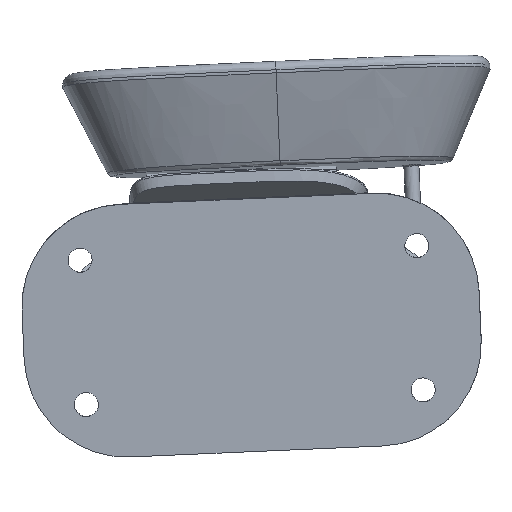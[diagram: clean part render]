
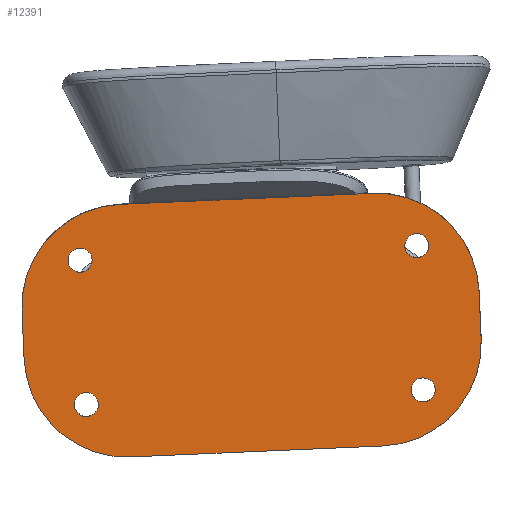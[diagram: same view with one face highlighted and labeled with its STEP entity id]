
A CAD part, front view. The second image highlights one B-rep face of the part: STEP entity #12391.
In plain terms, the highlighted face is planar.
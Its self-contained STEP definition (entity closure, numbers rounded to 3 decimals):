
#43 = DIRECTION ( 'NONE',  ( 0., 0., 1. ) ) ;
#131 = CARTESIAN_POINT ( 'NONE',  ( -38., 0., 4. ) ) ;
#252 = CIRCLE ( 'NONE', #919, 17. ) ;
#445 = EDGE_CURVE ( 'NONE', #8263, #4853, #12312, .T. ) ;
#450 = CARTESIAN_POINT ( 'NONE',  ( -28., 0., 12. ) ) ;
#452 = EDGE_LOOP ( 'NONE', ( #10304, #6520 ) ) ;
#568 = DIRECTION ( 'NONE',  ( 0., -1., 0. ) ) ;
#605 = AXIS2_PLACEMENT_3D ( 'NONE', #6376, #10815, #11914 ) ;
#741 = CARTESIAN_POINT ( 'NONE',  ( -28., 0., 12. ) ) ;
#827 = CIRCLE ( 'NONE', #605, 2. ) ;
#839 = AXIS2_PLACEMENT_3D ( 'NONE', #11685, #568, #1909 ) ;
#846 = FACE_BOUND ( 'NONE', #6448, .T. ) ;
#919 = AXIS2_PLACEMENT_3D ( 'NONE', #8365, #10504, #5250 ) ;
#961 = EDGE_LOOP ( 'NONE', ( #14183, #5675 ) ) ;
#972 = DIRECTION ( 'NONE',  ( 0., 0., 1. ) ) ;
#991 = CIRCLE ( 'NONE', #6698, 2. ) ;
#1019 = CARTESIAN_POINT ( 'NONE',  ( 38., 0., 4. ) ) ;
#1297 = LINE ( 'NONE', #4715, #12641 ) ;
#1321 = EDGE_CURVE ( 'NONE', #5337, #4166, #5543, .T. ) ;
#1385 = CARTESIAN_POINT ( 'NONE',  ( 28., 0., -10. ) ) ;
#1634 = ORIENTED_EDGE ( 'NONE', *, *, #3940, .F. ) ;
#1717 = CARTESIAN_POINT ( 'NONE',  ( 28., 0., 12. ) ) ;
#1741 = CARTESIAN_POINT ( 'NONE',  ( 21., 0., 21. ) ) ;
#1761 = VERTEX_POINT ( 'NONE', #5865 ) ;
#1802 = DIRECTION ( 'NONE',  ( 0., 0., 1. ) ) ;
#1906 = FACE_OUTER_BOUND ( 'NONE', #3377, .T. ) ;
#1909 = DIRECTION ( 'NONE',  ( 0., 0., 1. ) ) ;
#1913 = CIRCLE ( 'NONE', #10206, 2. ) ;
#1977 = FACE_BOUND ( 'NONE', #961, .T. ) ;
#2097 = DIRECTION ( 'NONE',  ( 0., -1., 0. ) ) ;
#2192 = DIRECTION ( 'NONE',  ( 0., 0., 1. ) ) ;
#2371 = ORIENTED_EDGE ( 'NONE', *, *, #11232, .F. ) ;
#2488 = VERTEX_POINT ( 'NONE', #1019 ) ;
#2619 = CARTESIAN_POINT ( 'NONE',  ( -21., 0., 21. ) ) ;
#2733 = DIRECTION ( 'NONE',  ( 0., 0., 1. ) ) ;
#2801 = DIRECTION ( 'NONE',  ( 0., -1., 0. ) ) ;
#3022 = DIRECTION ( 'NONE',  ( 0., -1., 0. ) ) ;
#3069 = VECTOR ( 'NONE', #9496, 1000. ) ;
#3213 = CARTESIAN_POINT ( 'NONE',  ( -38., 0., 0. ) ) ;
#3369 = CARTESIAN_POINT ( 'NONE',  ( -28., 0., -12. ) ) ;
#3377 = EDGE_LOOP ( 'NONE', ( #7487, #6395, #5668, #3920, #3380, #5831, #2371, #8406 ) ) ;
#3380 = ORIENTED_EDGE ( 'NONE', *, *, #10078, .T. ) ;
#3510 = DIRECTION ( 'NONE',  ( -1., 0., 0. ) ) ;
#3660 = EDGE_CURVE ( 'NONE', #2488, #5337, #252, .T. ) ;
#3691 = CARTESIAN_POINT ( 'NONE',  ( -28., 0., -14. ) ) ;
#3767 = DIRECTION ( 'NONE',  ( 0., 1., 0. ) ) ;
#3776 = AXIS2_PLACEMENT_3D ( 'NONE', #1717, #11751, #13924 ) ;
#3795 = DIRECTION ( 'NONE',  ( 0., 0., 1. ) ) ;
#3853 = CIRCLE ( 'NONE', #11918, 2. ) ;
#3889 = CARTESIAN_POINT ( 'NONE',  ( 28., 0., -14. ) ) ;
#3920 = ORIENTED_EDGE ( 'NONE', *, *, #13727, .T. ) ;
#3940 = EDGE_CURVE ( 'NONE', #4951, #9701, #3853, .T. ) ;
#4166 = VERTEX_POINT ( 'NONE', #2619 ) ;
#4575 = CARTESIAN_POINT ( 'NONE',  ( 0., 0., 21. ) ) ;
#4715 = CARTESIAN_POINT ( 'NONE',  ( 38., 0., 0. ) ) ;
#4853 = VERTEX_POINT ( 'NONE', #10361 ) ;
#4951 = VERTEX_POINT ( 'NONE', #3889 ) ;
#5186 = CARTESIAN_POINT ( 'NONE',  ( 28., 0., 12. ) ) ;
#5203 = EDGE_CURVE ( 'NONE', #2488, #4853, #1297, .T. ) ;
#5211 = LINE ( 'NONE', #9781, #3069 ) ;
#5248 = PLANE ( 'NONE',  #7474 ) ;
#5250 = DIRECTION ( 'NONE',  ( 0., 0., 1. ) ) ;
#5320 = AXIS2_PLACEMENT_3D ( 'NONE', #450, #3767, #6067 ) ;
#5337 = VERTEX_POINT ( 'NONE', #1741 ) ;
#5405 = CARTESIAN_POINT ( 'NONE',  ( -28., 0., 10. ) ) ;
#5471 = VERTEX_POINT ( 'NONE', #13509 ) ;
#5543 = LINE ( 'NONE', #4575, #10318 ) ;
#5668 = ORIENTED_EDGE ( 'NONE', *, *, #1321, .T. ) ;
#5675 = ORIENTED_EDGE ( 'NONE', *, *, #9627, .T. ) ;
#5831 = ORIENTED_EDGE ( 'NONE', *, *, #6950, .T. ) ;
#5865 = CARTESIAN_POINT ( 'NONE',  ( -28., 0., 14. ) ) ;
#5916 = VERTEX_POINT ( 'NONE', #6933 ) ;
#6067 = DIRECTION ( 'NONE',  ( 0., 0., 1. ) ) ;
#6343 = FACE_BOUND ( 'NONE', #452, .T. ) ;
#6376 = CARTESIAN_POINT ( 'NONE',  ( -28., 0., -12. ) ) ;
#6395 = ORIENTED_EDGE ( 'NONE', *, *, #3660, .T. ) ;
#6428 = ORIENTED_EDGE ( 'NONE', *, *, #11847, .F. ) ;
#6448 = EDGE_LOOP ( 'NONE', ( #10192, #10081 ) ) ;
#6520 = ORIENTED_EDGE ( 'NONE', *, *, #9130, .T. ) ;
#6665 = AXIS2_PLACEMENT_3D ( 'NONE', #9801, #2097, #43 ) ;
#6698 = AXIS2_PLACEMENT_3D ( 'NONE', #741, #13888, #7343 ) ;
#6933 = CARTESIAN_POINT ( 'NONE',  ( 28., 0., 10. ) ) ;
#6950 = EDGE_CURVE ( 'NONE', #9167, #5471, #8980, .T. ) ;
#7239 = AXIS2_PLACEMENT_3D ( 'NONE', #5186, #10857, #2192 ) ;
#7254 = CARTESIAN_POINT ( 'NONE',  ( 28., 0., -12. ) ) ;
#7322 = CARTESIAN_POINT ( 'NONE',  ( 28., 0., -12. ) ) ;
#7343 = DIRECTION ( 'NONE',  ( 0., 0., 1. ) ) ;
#7474 = AXIS2_PLACEMENT_3D ( 'NONE', #8545, #7502, #8679 ) ;
#7487 = ORIENTED_EDGE ( 'NONE', *, *, #5203, .F. ) ;
#7502 = DIRECTION ( 'NONE',  ( 0., 1., 0. ) ) ;
#7741 = AXIS2_PLACEMENT_3D ( 'NONE', #8281, #3022, #3795 ) ;
#8148 = AXIS2_PLACEMENT_3D ( 'NONE', #7254, #2801, #1802 ) ;
#8263 = VERTEX_POINT ( 'NONE', #9590 ) ;
#8281 = CARTESIAN_POINT ( 'NONE',  ( 21., 0., -4. ) ) ;
#8365 = CARTESIAN_POINT ( 'NONE',  ( 21., 0., 4. ) ) ;
#8406 = ORIENTED_EDGE ( 'NONE', *, *, #445, .T. ) ;
#8545 = CARTESIAN_POINT ( 'NONE',  ( 0., 0., 0. ) ) ;
#8679 = DIRECTION ( 'NONE',  ( 0., 0., 1. ) ) ;
#8980 = CIRCLE ( 'NONE', #6665, 17. ) ;
#9130 = EDGE_CURVE ( 'NONE', #1761, #12105, #991, .T. ) ;
#9167 = VERTEX_POINT ( 'NONE', #11085 ) ;
#9184 = VERTEX_POINT ( 'NONE', #13716 ) ;
#9496 = DIRECTION ( 'NONE',  ( -1., 0., 0. ) ) ;
#9590 = CARTESIAN_POINT ( 'NONE',  ( 21., 0., -21. ) ) ;
#9627 = EDGE_CURVE ( 'NONE', #12767, #9874, #1913, .T. ) ;
#9701 = VERTEX_POINT ( 'NONE', #1385 ) ;
#9781 = CARTESIAN_POINT ( 'NONE',  ( 0., 0., -21. ) ) ;
#9801 = CARTESIAN_POINT ( 'NONE',  ( -21., 0., -4. ) ) ;
#9858 = EDGE_CURVE ( 'NONE', #12105, #1761, #14088, .T. ) ;
#9874 = VERTEX_POINT ( 'NONE', #3691 ) ;
#9921 = LINE ( 'NONE', #3213, #12906 ) ;
#9948 = VERTEX_POINT ( 'NONE', #131 ) ;
#10078 = EDGE_CURVE ( 'NONE', #9948, #9167, #9921, .T. ) ;
#10081 = ORIENTED_EDGE ( 'NONE', *, *, #13785, .F. ) ;
#10192 = ORIENTED_EDGE ( 'NONE', *, *, #13916, .F. ) ;
#10206 = AXIS2_PLACEMENT_3D ( 'NONE', #3369, #11881, #972 ) ;
#10258 = CIRCLE ( 'NONE', #839, 17. ) ;
#10304 = ORIENTED_EDGE ( 'NONE', *, *, #9858, .T. ) ;
#10318 = VECTOR ( 'NONE', #3510, 1000. ) ;
#10343 = CARTESIAN_POINT ( 'NONE',  ( -28., 0., -10. ) ) ;
#10361 = CARTESIAN_POINT ( 'NONE',  ( 38., 0., -4. ) ) ;
#10495 = CIRCLE ( 'NONE', #3776, 2. ) ;
#10504 = DIRECTION ( 'NONE',  ( 0., -1., 0. ) ) ;
#10815 = DIRECTION ( 'NONE',  ( 0., 1., 0. ) ) ;
#10857 = DIRECTION ( 'NONE',  ( 0., -1., 0. ) ) ;
#11085 = CARTESIAN_POINT ( 'NONE',  ( -38., 0., -4. ) ) ;
#11232 = EDGE_CURVE ( 'NONE', #8263, #5471, #5211, .T. ) ;
#11685 = CARTESIAN_POINT ( 'NONE',  ( -21., 0., 4. ) ) ;
#11698 = DIRECTION ( 'NONE',  ( 0., -1., 0. ) ) ;
#11751 = DIRECTION ( 'NONE',  ( 0., -1., 0. ) ) ;
#11817 = FACE_BOUND ( 'NONE', #13526, .T. ) ;
#11847 = EDGE_CURVE ( 'NONE', #9701, #4951, #12499, .T. ) ;
#11881 = DIRECTION ( 'NONE',  ( 0., 1., 0. ) ) ;
#11914 = DIRECTION ( 'NONE',  ( 0., 0., 1. ) ) ;
#11918 = AXIS2_PLACEMENT_3D ( 'NONE', #7322, #11698, #2733 ) ;
#11919 = DIRECTION ( 'NONE',  ( 0., 0., -1. ) ) ;
#12105 = VERTEX_POINT ( 'NONE', #5405 ) ;
#12312 = CIRCLE ( 'NONE', #7741, 17. ) ;
#12391 = ADVANCED_FACE ( 'NONE', ( #1906, #846, #11817, #1977, #6343 ), #5248, .F. ) ;
#12427 = DIRECTION ( 'NONE',  ( 0., 0., -1. ) ) ;
#12499 = CIRCLE ( 'NONE', #8148, 2. ) ;
#12641 = VECTOR ( 'NONE', #12427, 1000. ) ;
#12767 = VERTEX_POINT ( 'NONE', #10343 ) ;
#12906 = VECTOR ( 'NONE', #11919, 1000. ) ;
#13151 = EDGE_CURVE ( 'NONE', #9874, #12767, #827, .T. ) ;
#13421 = CIRCLE ( 'NONE', #7239, 2. ) ;
#13509 = CARTESIAN_POINT ( 'NONE',  ( -21., 0., -21. ) ) ;
#13526 = EDGE_LOOP ( 'NONE', ( #1634, #6428 ) ) ;
#13716 = CARTESIAN_POINT ( 'NONE',  ( 28., 0., 14. ) ) ;
#13727 = EDGE_CURVE ( 'NONE', #4166, #9948, #10258, .T. ) ;
#13785 = EDGE_CURVE ( 'NONE', #9184, #5916, #10495, .T. ) ;
#13888 = DIRECTION ( 'NONE',  ( 0., 1., 0. ) ) ;
#13916 = EDGE_CURVE ( 'NONE', #5916, #9184, #13421, .T. ) ;
#13924 = DIRECTION ( 'NONE',  ( 0., 0., 1. ) ) ;
#14088 = CIRCLE ( 'NONE', #5320, 2. ) ;
#14183 = ORIENTED_EDGE ( 'NONE', *, *, #13151, .T. ) ;
